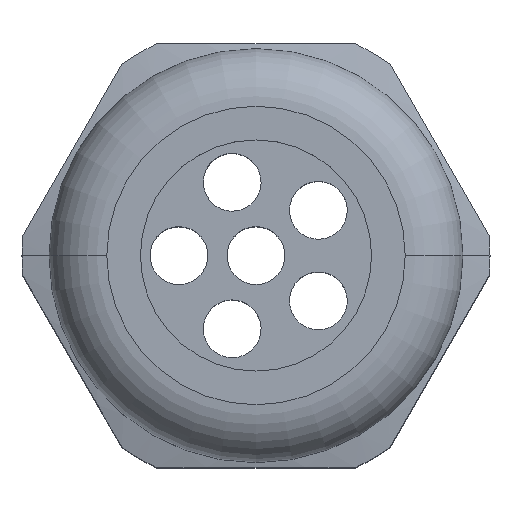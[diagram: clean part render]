
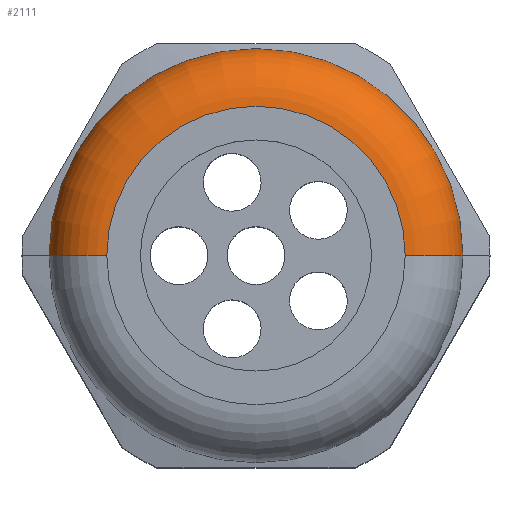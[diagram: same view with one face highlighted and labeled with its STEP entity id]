
A CAD part, top view. The second image highlights one B-rep face of the part: STEP entity #2111.
In plain terms, the highlighted toroidal (fillet/blend) face has major radius 7.75 mm and minor radius 3 mm.
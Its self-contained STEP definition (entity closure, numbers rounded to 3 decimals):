
#33 = TOROIDAL_SURFACE ( 'NONE', #52, 7.75, 3. ) ;
#52 = AXIS2_PLACEMENT_3D ( 'NONE', #554, #555, #556 ) ;
#58 = FACE_OUTER_BOUND ( 'NONE', #1243, .T. ) ;
#554 = CARTESIAN_POINT ( 'NONE',  ( 0., 0., 26.5 ) ) ;
#555 = DIRECTION ( 'NONE',  ( 0., 0., 1. ) ) ;
#556 = DIRECTION ( 'NONE',  ( 1., 0., 0. ) ) ;
#746 = CARTESIAN_POINT ( 'NONE',  ( 7.75, 0., 29.5 ) ) ;
#747 = CARTESIAN_POINT ( 'NONE',  ( -7.75, 0., 29.5 ) ) ;
#748 = CARTESIAN_POINT ( 'NONE',  ( 10.75, 0., 26.5 ) ) ;
#749 = CARTESIAN_POINT ( 'NONE',  ( -10.75, 0., 26.5 ) ) ;
#862 = ORIENTED_EDGE ( 'NONE', *, *, #1439, .F. ) ;
#863 = ORIENTED_EDGE ( 'NONE', *, *, #1442, .T. ) ;
#864 = ORIENTED_EDGE ( 'NONE', *, *, #1440, .F. ) ;
#865 = ORIENTED_EDGE ( 'NONE', *, *, #1441, .F. ) ;
#1145 = VERTEX_POINT ( 'NONE', #749 ) ;
#1146 = VERTEX_POINT ( 'NONE', #748 ) ;
#1147 = VERTEX_POINT ( 'NONE', #747 ) ;
#1148 = VERTEX_POINT ( 'NONE', #746 ) ;
#1243 = EDGE_LOOP ( 'NONE', ( #865, #863, #864, #862 ) ) ;
#1384 = CIRCLE ( 'NONE', #1963, 3. ) ;
#1385 = CIRCLE ( 'NONE', #1949, 10.75 ) ;
#1386 = CIRCLE ( 'NONE', #1950, 7.75 ) ;
#1387 = CIRCLE ( 'NONE', #1952, 3. ) ;
#1439 = EDGE_CURVE ( 'NONE', #1146, #1148, #1387, .T. ) ;
#1440 = EDGE_CURVE ( 'NONE', #1148, #1147, #1386, .T. ) ;
#1441 = EDGE_CURVE ( 'NONE', #1145, #1146, #1385, .T. ) ;
#1442 = EDGE_CURVE ( 'NONE', #1145, #1147, #1384, .T. ) ;
#1677 = DIRECTION ( 'NONE',  ( -1., 0., 0. ) ) ;
#1678 = DIRECTION ( 'NONE',  ( 0., 1., 0. ) ) ;
#1679 = CARTESIAN_POINT ( 'NONE',  ( -7.75, 0., 26.5 ) ) ;
#1680 = DIRECTION ( 'NONE',  ( 1., 0., 0. ) ) ;
#1681 = DIRECTION ( 'NONE',  ( 0., 0., -1. ) ) ;
#1682 = CARTESIAN_POINT ( 'NONE',  ( 0., 0., 26.5 ) ) ;
#1683 = DIRECTION ( 'NONE',  ( 1., 0., 0. ) ) ;
#1684 = DIRECTION ( 'NONE',  ( 0., 0., 1. ) ) ;
#1685 = CARTESIAN_POINT ( 'NONE',  ( 0., 0., 29.5 ) ) ;
#1686 = DIRECTION ( 'NONE',  ( 0., 0., -1. ) ) ;
#1687 = DIRECTION ( 'NONE',  ( 0., -1., 0. ) ) ;
#1691 = CARTESIAN_POINT ( 'NONE',  ( 7.75, 0., 26.5 ) ) ;
#1949 = AXIS2_PLACEMENT_3D ( 'NONE', #1682, #1681, #1680 ) ;
#1950 = AXIS2_PLACEMENT_3D ( 'NONE', #1685, #1684, #1683 ) ;
#1952 = AXIS2_PLACEMENT_3D ( 'NONE', #1691, #1687, #1686 ) ;
#1963 = AXIS2_PLACEMENT_3D ( 'NONE', #1679, #1678, #1677 ) ;
#2111 = ADVANCED_FACE ( 'NONE', ( #58 ), #33, .T. ) ;
